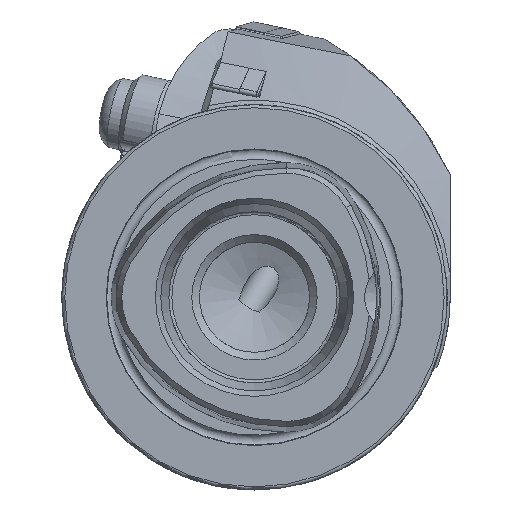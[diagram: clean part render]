
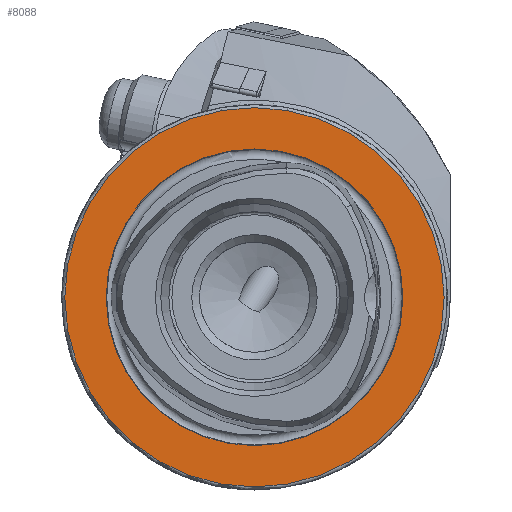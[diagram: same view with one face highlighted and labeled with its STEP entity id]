
A CAD part, left-side view. The second image highlights one B-rep face of the part: STEP entity #8088.
In plain terms, the highlighted planar face has unit normal (-1, 0, 0).
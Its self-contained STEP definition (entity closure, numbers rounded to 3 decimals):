
#349 = FACE_BOUND ( 'NONE', #2923, .T. ) ;
#366 = AXIS2_PLACEMENT_3D ( 'NONE', #5272, #8462, #3542 ) ;
#406 = VERTEX_POINT ( 'NONE', #1619 ) ;
#433 = AXIS2_PLACEMENT_3D ( 'NONE', #8665, #9597, #10436 ) ;
#939 = ORIENTED_EDGE ( 'NONE', *, *, #8367, .F. ) ;
#1619 = CARTESIAN_POINT ( 'NONE',  ( 0., 0., 31. ) ) ;
#2046 = AXIS2_PLACEMENT_3D ( 'NONE', #6530, #7460, #9105 ) ;
#2753 = CIRCLE ( 'NONE', #433, 31. ) ;
#2923 = EDGE_LOOP ( 'NONE', ( #939 ) ) ;
#3542 = DIRECTION ( 'NONE',  ( 0., 0., -1. ) ) ;
#3616 = EDGE_LOOP ( 'NONE', ( #9282 ) ) ;
#4203 = PLANE ( 'NONE',  #366 ) ;
#5272 = CARTESIAN_POINT ( 'NONE',  ( 0., 24.25, 0. ) ) ;
#6204 = EDGE_CURVE ( 'NONE', #406, #406, #2753, .T. ) ;
#6530 = CARTESIAN_POINT ( 'NONE',  ( 0., 0., 0. ) ) ;
#7460 = DIRECTION ( 'NONE',  ( -1., 0., 0. ) ) ;
#8088 = ADVANCED_FACE ( 'NONE', ( #349, #8404 ), #4203, .F. ) ;
#8367 = EDGE_CURVE ( 'NONE', #10664, #10664, #9687, .T. ) ;
#8404 = FACE_OUTER_BOUND ( 'NONE', #3616, .T. ) ;
#8462 = DIRECTION ( 'NONE',  ( 1., 0., 0. ) ) ;
#8665 = CARTESIAN_POINT ( 'NONE',  ( 0., 0., 0. ) ) ;
#9105 = DIRECTION ( 'NONE',  ( 0., 0., 1. ) ) ;
#9282 = ORIENTED_EDGE ( 'NONE', *, *, #6204, .T. ) ;
#9284 = CARTESIAN_POINT ( 'NONE',  ( 0., 0., 24.25 ) ) ;
#9597 = DIRECTION ( 'NONE',  ( -1., 0., 0. ) ) ;
#9687 = CIRCLE ( 'NONE', #2046, 24.25 ) ;
#10436 = DIRECTION ( 'NONE',  ( 0., 0., 1. ) ) ;
#10664 = VERTEX_POINT ( 'NONE', #9284 ) ;
